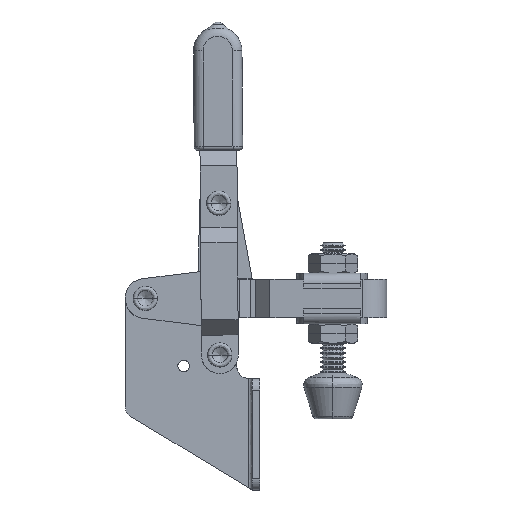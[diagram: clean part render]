
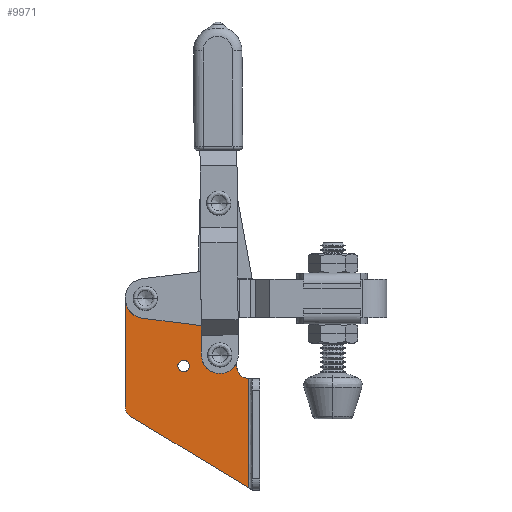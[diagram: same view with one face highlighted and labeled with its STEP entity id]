
A CAD part, left-side view. The second image highlights one B-rep face of the part: STEP entity #9971.
In plain terms, the highlighted planar face has unit normal (-1, 0, 0).
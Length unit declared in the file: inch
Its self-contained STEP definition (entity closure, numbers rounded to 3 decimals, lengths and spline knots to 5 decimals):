
#4109=EDGE_CURVE('',#5072,#9128,#11697,.T.);
#4196=EDGE_CURVE('',#8904,#7464,#11793,.T.);
#4514=VERTEX_POINT('',#12136);
#4597=VERTEX_POINT('',#12222);
#4818=EDGE_CURVE('',#8057,#10390,#12466,.T.);
#5048=VERTEX_POINT('',#12711);
#5072=VERTEX_POINT('',#12737);
#5544=EDGE_CURVE('',#4514,#6506,#13244,.T.);
#5829=EDGE_CURVE('',#10341,#7454,#13547,.T.);
#6119=EDGE_CURVE('',#6506,#8904,#13854,.T.);
#6506=VERTEX_POINT('',#14272);
#6535=VERTEX_POINT('',#14303);
#6786=EDGE_CURVE('',#9128,#5072,#14576,.T.);
#7192=EDGE_CURVE('',#7454,#10341,#15008,.T.);
#7390=EDGE_CURVE('',#9896,#5048,#15217,.T.);
#7454=VERTEX_POINT('',#15285);
#7464=VERTEX_POINT('',#15295);
#7651=EDGE_CURVE('',#5048,#4514,#15499,.T.);
#7706=EDGE_CURVE('',#4597,#9896,#15557,.T.);
#8057=VERTEX_POINT('',#15932);
#8306=EDGE_CURVE('',#6535,#4597,#16204,.T.);
#8665=EDGE_CURVE('',#10677,#6535,#16589,.T.);
#8904=VERTEX_POINT('',#16851);
#9128=VERTEX_POINT('',#17091);
#9562=EDGE_CURVE('',#10390,#8057,#17556,.T.);
#9896=VERTEX_POINT('',#17909);
#9971=ADVANCED_FACE('',(#17988,#17989,#17990,#17991),#17992,.T.);
#10341=VERTEX_POINT('',#18390);
#10390=VERTEX_POINT('',#18442);
#10677=VERTEX_POINT('',#18752);
#10895=EDGE_CURVE('',#10677,#7464,#18982,.T.);
#11697=(B_SPLINE_CURVE(3,(#20478,#20479,#20480,#20481),.UNSPECIFIED.,.F.,.F.)B_SPLINE_CURVE_WITH_KNOTS((4,4),(4.71239,7.85398),.UNSPECIFIED.)RATIONAL_B_SPLINE_CURVE((1.0,0.333,0.333,1.0))BOUNDED_CURVE()REPRESENTATION_ITEM('')GEOMETRIC_REPRESENTATION_ITEM()CURVE());
#11793=(B_SPLINE_CURVE(3,(#20822,#20823,#20824,#20825),.UNSPECIFIED.,.F.,.F.)B_SPLINE_CURVE_WITH_KNOTS((4,4),(-6.28319,-4.71239),.UNSPECIFIED.)RATIONAL_B_SPLINE_CURVE((1.0,0.805,0.805,1.0))BOUNDED_CURVE()REPRESENTATION_ITEM('')GEOMETRIC_REPRESENTATION_ITEM()CURVE());
#12136=CARTESIAN_POINT('',(-0.07874,0.06413,0.51251));
#12222=CARTESIAN_POINT('',(-0.07874,1.14173,-0.15001));
#12466=(B_SPLINE_CURVE(3,(#22822,#22823,#22824,#22825),.UNSPECIFIED.,.F.,.F.)B_SPLINE_CURVE_WITH_KNOTS((4,4),(4.71239,7.85398),.UNSPECIFIED.)RATIONAL_B_SPLINE_CURVE((1.0,0.333,0.333,1.0))BOUNDED_CURVE()REPRESENTATION_ITEM('')GEOMETRIC_REPRESENTATION_ITEM()CURVE());
#12711=CARTESIAN_POINT('',(-0.07874,0.80807,1.11571));
#12737=CARTESIAN_POINT('',(-0.07874,0.07677,0.37795));
#13244=(B_SPLINE_CURVE(3,(#24921,#24922,#24923,#24924),.UNSPECIFIED.,.F.,.F.)B_SPLINE_CURVE_WITH_KNOTS((4,4),(2.2521,3.14159),.UNSPECIFIED.)RATIONAL_B_SPLINE_CURVE((1.0,0.935,0.935,1.0))BOUNDED_CURVE()REPRESENTATION_ITEM('')GEOMETRIC_REPRESENTATION_ITEM()CURVE());
#13547=(B_SPLINE_CURVE(3,(#25564,#25565,#25566,#25567),.UNSPECIFIED.,.F.,.F.)B_SPLINE_CURVE_WITH_KNOTS((4,4),(1.5708,4.71239),.UNSPECIFIED.)RATIONAL_B_SPLINE_CURVE((1.0,0.333,0.333,1.0))BOUNDED_CURVE()REPRESENTATION_ITEM('')GEOMETRIC_REPRESENTATION_ITEM()CURVE());
#13854=LINE('',#26376,#26377);
#14272=CARTESIAN_POINT('',(-0.07874,0.0,0.37795));
#14303=CARTESIAN_POINT('',(-0.07874,1.08484,-0.25102));
#14576=(B_SPLINE_CURVE(3,(#28073,#28074,#28075,#28076),.UNSPECIFIED.,.F.,.F.)B_SPLINE_CURVE_WITH_KNOTS((4,4),(1.5708,4.71239),.UNSPECIFIED.)RATIONAL_B_SPLINE_CURVE((1.0,0.333,0.333,1.0))BOUNDED_CURVE()REPRESENTATION_ITEM('')GEOMETRIC_REPRESENTATION_ITEM()CURVE());
#15008=(B_SPLINE_CURVE(3,(#29031,#29032,#29033,#29034),.UNSPECIFIED.,.F.,.F.)B_SPLINE_CURVE_WITH_KNOTS((4,4),(4.71239,7.85398),.UNSPECIFIED.)RATIONAL_B_SPLINE_CURVE((1.0,0.333,0.333,1.0))BOUNDED_CURVE()REPRESENTATION_ITEM('')GEOMETRIC_REPRESENTATION_ITEM()CURVE());
#15217=(B_SPLINE_CURVE(3,(#29546,#29547,#29548,#29549),.UNSPECIFIED.,.F.,.F.)B_SPLINE_CURVE_WITH_KNOTS((4,4),(0.0,2.2521),.UNSPECIFIED.)RATIONAL_B_SPLINE_CURVE((1.0,0.62,0.62,1.0))BOUNDED_CURVE()REPRESENTATION_ITEM('')GEOMETRIC_REPRESENTATION_ITEM()CURVE());
#15285=CARTESIAN_POINT('',(-0.07874,0.84055,0.95669));
#15295=CARTESIAN_POINT('',(-0.07874,-0.11811,0.1378));
#15499=LINE('',#30219,#30220);
#15557=LINE('',#30321,#30322);
#15932=CARTESIAN_POINT('',(-0.07874,0.485,0.26507));
#16204=(B_SPLINE_CURVE(3,(#32522,#32523,#32524,#32525),.UNSPECIFIED.,.F.,.F.)B_SPLINE_CURVE_WITH_KNOTS((4,4),(5.25725,6.28319),.UNSPECIFIED.)RATIONAL_B_SPLINE_CURVE((1.0,0.914,0.914,1.0))BOUNDED_CURVE()REPRESENTATION_ITEM('')GEOMETRIC_REPRESENTATION_ITEM()CURVE());
#16589=LINE('',#33418,#33419);
#16851=CARTESIAN_POINT('',(-0.07874,0.0,0.25591));
#17091=CARTESIAN_POINT('',(-0.07874,0.26969,0.37795));
#17556=(B_SPLINE_CURVE(3,(#35944,#35945,#35946,#35947),.UNSPECIFIED.,.F.,.F.)B_SPLINE_CURVE_WITH_KNOTS((4,4),(1.5708,4.71239),.UNSPECIFIED.)RATIONAL_B_SPLINE_CURVE((1.0,0.333,0.333,1.0))BOUNDED_CURVE()REPRESENTATION_ITEM('')GEOMETRIC_REPRESENTATION_ITEM()CURVE());
#17909=CARTESIAN_POINT('',(-0.07874,1.14173,0.95669));
#17988=FACE_OUTER_BOUND('',#36962,.T.);
#17989=FACE_BOUND('',#36963,.T.);
#17990=FACE_BOUND('',#36964,.T.);
#17991=FACE_BOUND('',#36965,.T.);
#17992=PLANE('',#36966);
#18390=CARTESIAN_POINT('',(-0.07874,1.03346,0.95669));
#18442=CARTESIAN_POINT('',(-0.07874,0.60311,0.26507));
#18752=CARTESIAN_POINT('',(-0.07874,-0.11811,-0.98008));
#18982=B_SPLINE_CURVE_WITH_KNOTS('',1,(#39462,#39463),.UNSPECIFIED.,.F.,.F.,(2,2),(0.00061,0.029),.UNSPECIFIED.);
#20478=CARTESIAN_POINT('',(-0.07874,0.07677,0.37795));
#20479=CARTESIAN_POINT('',(-0.07874,0.07677,0.57087));
#20480=CARTESIAN_POINT('',(-0.07874,0.26969,0.57087));
#20481=CARTESIAN_POINT('',(-0.07874,0.26969,0.37795));
#20822=CARTESIAN_POINT('',(-0.07874,0.0,0.25591));
#20823=CARTESIAN_POINT('',(-0.07874,0.0,0.18672));
#20824=CARTESIAN_POINT('',(-0.07874,-0.04892,0.1378));
#20825=CARTESIAN_POINT('',(-0.07874,-0.11811,0.1378));
#22822=CARTESIAN_POINT('',(-0.07874,0.485,0.26507));
#22823=CARTESIAN_POINT('',(-0.07874,0.485,0.38318));
#22824=CARTESIAN_POINT('',(-0.07874,0.60311,0.38318));
#22825=CARTESIAN_POINT('',(-0.07874,0.60311,0.26507));
#24921=CARTESIAN_POINT('',(-0.07874,0.06413,0.51251));
#24922=CARTESIAN_POINT('',(-0.07874,0.02286,0.47905));
#24923=CARTESIAN_POINT('',(-0.07874,0.0,0.43108));
#24924=CARTESIAN_POINT('',(-0.07874,0.0,0.37795));
#25564=CARTESIAN_POINT('',(-0.07874,1.03346,0.95669));
#25565=CARTESIAN_POINT('',(-0.07874,1.03346,0.76378));
#25566=CARTESIAN_POINT('',(-0.07874,0.84055,0.76378));
#25567=CARTESIAN_POINT('',(-0.07874,0.84055,0.95669));
#26376=CARTESIAN_POINT('',(-0.07874,0.,0.71509));
#26377=VECTOR('',#43576,1.0);
#28073=CARTESIAN_POINT('',(-0.07874,0.26969,0.37795));
#28074=CARTESIAN_POINT('',(-0.07874,0.26969,0.18504));
#28075=CARTESIAN_POINT('',(-0.07874,0.07677,0.18504));
#28076=CARTESIAN_POINT('',(-0.07874,0.07677,0.37795));
#29031=CARTESIAN_POINT('',(-0.07874,0.84055,0.95669));
#29032=CARTESIAN_POINT('',(-0.07874,0.84055,1.14961));
#29033=CARTESIAN_POINT('',(-0.07874,1.03346,1.14961));
#29034=CARTESIAN_POINT('',(-0.07874,1.03346,0.95669));
#29546=CARTESIAN_POINT('',(-0.07874,1.14173,0.95669));
#29547=CARTESIAN_POINT('',(-0.07874,1.14173,1.15536));
#29548=CARTESIAN_POINT('',(-0.07874,0.96239,1.24084));
#29549=CARTESIAN_POINT('',(-0.07874,0.80807,1.11571));
#30219=CARTESIAN_POINT('',(-0.07874,0.54299,0.90078));
#30220=VECTOR('',#45280,1.0);
#30321=CARTESIAN_POINT('',(-0.07874,1.14173,0.51213));
#30322=VECTOR('',#45332,1.0);
#32522=CARTESIAN_POINT('',(-0.07874,1.08484,-0.25102));
#32523=CARTESIAN_POINT('',(-0.07874,1.12099,-0.22911));
#32524=CARTESIAN_POINT('',(-0.07874,1.14173,-0.19228));
#32525=CARTESIAN_POINT('',(-0.07874,1.14173,-0.15001));
#33418=CARTESIAN_POINT('',(-0.07874,0.33966,-0.70264));
#33419=VECTOR('',#46479,1.0);
#35944=CARTESIAN_POINT('',(-0.07874,0.60311,0.26507));
#35945=CARTESIAN_POINT('',(-0.07874,0.60311,0.14696));
#35946=CARTESIAN_POINT('',(-0.07874,0.485,0.14696));
#35947=CARTESIAN_POINT('',(-0.07874,0.485,0.26507));
#36962=EDGE_LOOP('',(#47769,#47770,#47771,#47772,#47773,#47774,#47775,#47776,#47777));
#36963=EDGE_LOOP('',(#47778,#47779));
#36964=EDGE_LOOP('',(#47780,#47781));
#36965=EDGE_LOOP('',(#47782,#47783));
#36966=AXIS2_PLACEMENT_3D('',#47784,#47785,#47786);
#39462=CARTESIAN_POINT('',(-0.07874,-0.11811,-0.98008));
#39463=CARTESIAN_POINT('',(-0.07874,-0.11811,0.1378));
#43576=DIRECTION('',(-0.0,0.,-1.0));
#45280=DIRECTION('',(0.,-0.777,-0.63));
#45332=DIRECTION('',(0.0,0.,1.0));
#46479=DIRECTION('',(0.,0.855,0.518));
#47769=ORIENTED_EDGE('',*,*,#4196,.F.);
#47770=ORIENTED_EDGE('',*,*,#6119,.F.);
#47771=ORIENTED_EDGE('',*,*,#5544,.F.);
#47772=ORIENTED_EDGE('',*,*,#7651,.F.);
#47773=ORIENTED_EDGE('',*,*,#7390,.F.);
#47774=ORIENTED_EDGE('',*,*,#7706,.F.);
#47775=ORIENTED_EDGE('',*,*,#8306,.F.);
#47776=ORIENTED_EDGE('',*,*,#8665,.F.);
#47777=ORIENTED_EDGE('',*,*,#10895,.T.);
#47778=ORIENTED_EDGE('',*,*,#9562,.F.);
#47779=ORIENTED_EDGE('',*,*,#4818,.F.);
#47780=ORIENTED_EDGE('',*,*,#6786,.F.);
#47781=ORIENTED_EDGE('',*,*,#4109,.F.);
#47782=ORIENTED_EDGE('',*,*,#5829,.F.);
#47783=ORIENTED_EDGE('',*,*,#7192,.F.);
#47784=CARTESIAN_POINT('',(-0.07874,-0.11811,1.17427));
#47785=DIRECTION('',(-1.0,0.,0.));
#47786=DIRECTION('',(0.,1.0,0.));
